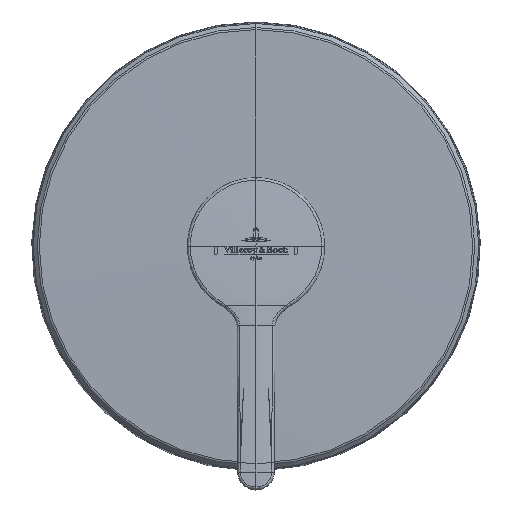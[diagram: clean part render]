
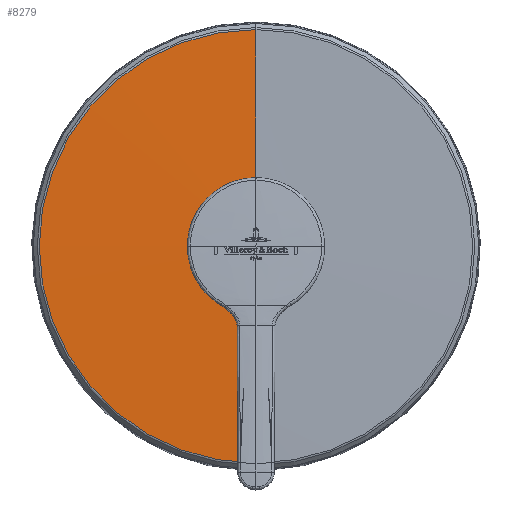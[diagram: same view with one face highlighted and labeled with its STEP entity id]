
A CAD part, front view. The second image highlights one B-rep face of the part: STEP entity #8279.
In plain terms, the highlighted spherical face has radius 4000 mm.
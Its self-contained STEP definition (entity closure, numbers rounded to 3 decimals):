
#274=CARTESIAN_POINT('',(0.,-9.658,0.));
#275=DIRECTION('',(0.,-1.,0.));
#276=DIRECTION('',(0.,0.,1.));
#277=AXIS2_PLACEMENT_3D('',#274,#275,#276);
#287=CARTESIAN_POINT('',(0.,3990.273,0.));
#288=DIRECTION('',(-1.,0.,0.));
#289=DIRECTION('',(0.,-1.,-0.019));
#290=AXIS2_PLACEMENT_3D('',#287,#288,#289);
#292=CARTESIAN_POINT('',(0.,-9.008,0.));
#293=DIRECTION('',(0.,-1.,0.));
#294=DIRECTION('',(0.,0.,1.));
#295=AXIS2_PLACEMENT_3D('',#292,#293,#294);
#297=CARTESIAN_POINT('',(0.,3990.273,0.));
#298=DIRECTION('',(1.,0.,0.));
#299=DIRECTION('',(0.,-1.,0.019));
#300=AXIS2_PLACEMENT_3D('',#297,#298,#299);
#7909=CARTESIAN_POINT('',(0.,-9.008,-75.852));
#7910=CARTESIAN_POINT('',(0.,-9.008,75.852));
#7911=VERTEX_POINT('',#7909);
#7912=VERTEX_POINT('',#7910);
#7933=CARTESIAN_POINT('',(0.,-9.658,-23.558));
#7934=CARTESIAN_POINT('',(0.,-9.658,23.558));
#7935=VERTEX_POINT('',#7933);
#7936=VERTEX_POINT('',#7934);
#8265=CARTESIAN_POINT('',(0.,3990.273,0.));
#8266=DIRECTION('',(0.,-1.,0.));
#8267=DIRECTION('',(0.,0.,-1.));
#8268=AXIS2_PLACEMENT_3D('',#8265,#8266,#8267);
#8269=SPHERICAL_SURFACE('',#8268,4000.);
#8270=ORIENTED_EDGE('',*,*,#8248,.T.);
#8272=ORIENTED_EDGE('',*,*,#8271,.F.);
#8274=ORIENTED_EDGE('',*,*,#8273,.F.);
#8276=ORIENTED_EDGE('',*,*,#8275,.T.);
#8277=EDGE_LOOP('',(#8270,#8272,#8274,#8276));
#8278=FACE_OUTER_BOUND('',#8277,.F.);
#278=CIRCLE('',#277,23.558);
#291=CIRCLE('',#290,4000.);
#296=CIRCLE('',#295,75.852);
#301=CIRCLE('',#300,4000.);
#8248=EDGE_CURVE('',#7936,#7935,#278,.T.);
#8271=EDGE_CURVE('',#7911,#7935,#291,.T.);
#8273=EDGE_CURVE('',#7912,#7911,#296,.T.);
#8275=EDGE_CURVE('',#7912,#7936,#301,.T.);
#8279=ADVANCED_FACE('',(#8278),#8269,.T.);
